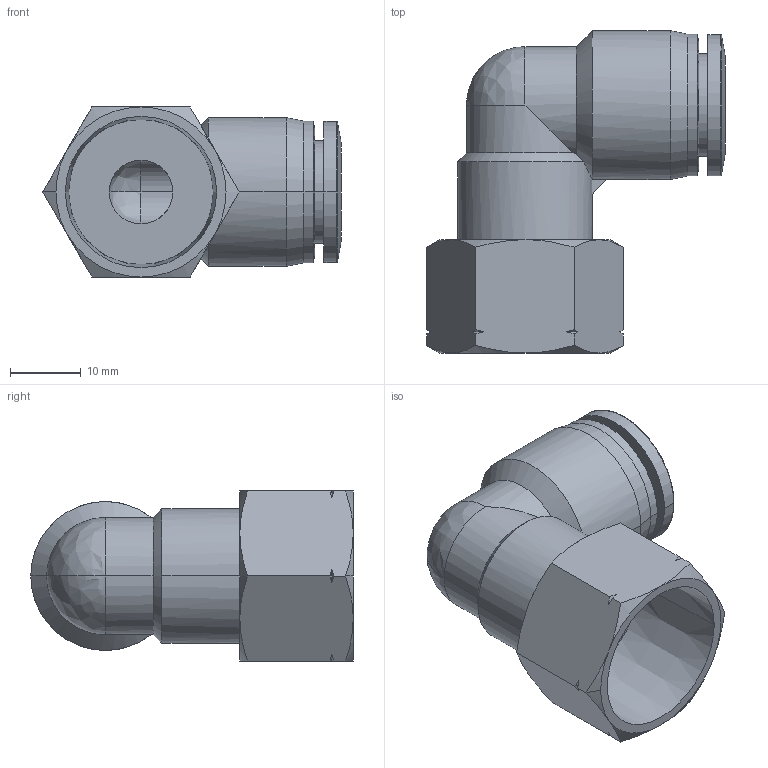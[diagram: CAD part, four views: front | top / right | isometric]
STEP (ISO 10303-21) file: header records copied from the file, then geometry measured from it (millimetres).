
FILE_DESCRIPTION (( 'STEP AP214' ), '1' );
FILE_NAME ('FE12-12N.step', '2016-02-24T20:33:01', ( '' ), ( '' ), 'SwSTEP 2.0', 'SolidWorks 2015', '' );
FILE_SCHEMA (( 'AUTOMOTIVE_DESIGN' ));
Length unit declared in the file: inch
Products named in the file (1): FE12-12N
Bounding box: 42.11 x 45.5 x 24 mm (x, y, z)
Volume: 11230.1 mm3; surface area: 7763.6 mm2
Topology: 1 solids, 1 shells, 84 faces, 203 edges, 121 vertices
Faces by surface type: cone 41, cylinder 20, plane 15, bspline 8
Entity records: 3745 total; most frequent: CARTESIAN_POINT 775, ORIENTED_EDGE 398, DIRECTION 373, EDGE_CURVE 199, AXIS2_PLACEMENT_3D 161, VERTEX_POINT 121, EDGE_LOOP 90, UNCERTAINTY_MEASURE_WITH_UNIT 87
